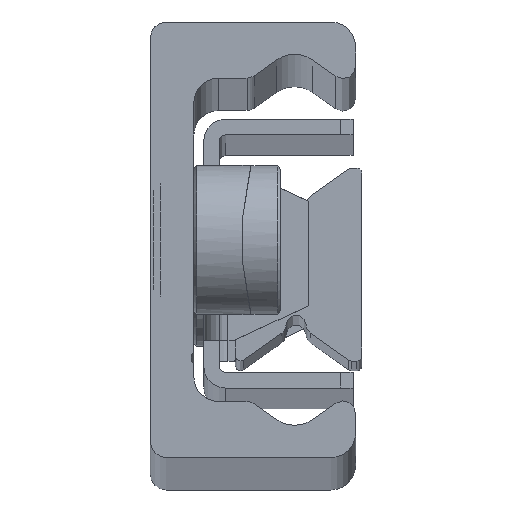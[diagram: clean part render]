
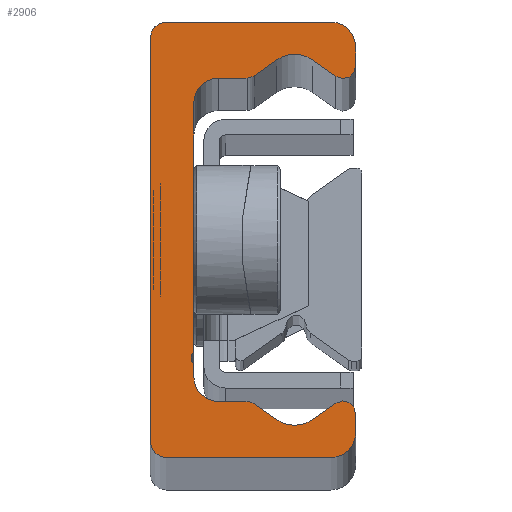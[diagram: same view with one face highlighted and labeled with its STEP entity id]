
A CAD part, top view. The second image highlights one B-rep face of the part: STEP entity #2906.
In plain terms, the highlighted planar face has unit normal (0, 0, 1).
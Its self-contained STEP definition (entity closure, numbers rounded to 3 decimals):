
#1920=CARTESIAN_POINT('',(0.0,16.2,1490.0));
#1921=VERTEX_POINT('',#1920);
#1922=CARTESIAN_POINT('',(1.3,17.5,1490.0));
#1923=VERTEX_POINT('',#1922);
#1924=CARTESIAN_POINT('',(1.3,16.2,1490.0));
#1925=DIRECTION('',(0.0,0.0,-1.0));
#1926=DIRECTION('',(0.0,-1.0,0.0));
#1927=AXIS2_PLACEMENT_3D('',#1924,#1925,#1926);
#1928=CIRCLE('',#1927,1.3);
#1929=EDGE_CURVE('',#1921,#1923,#1928,.T.);
#1962=CARTESIAN_POINT('',(14.5,17.5,1490.0));
#1963=VERTEX_POINT('',#1962);
#1964=CARTESIAN_POINT('',(1.3,17.5,1490.0));
#1965=DIRECTION('',(1.0,0.0,0.0));
#1966=VECTOR('',#1965,13.2);
#1967=LINE('',#1964,#1966);
#1968=EDGE_CURVE('',#1923,#1963,#1967,.T.);
#1993=CARTESIAN_POINT('',(16.5,15.5,1490.0));
#1994=VERTEX_POINT('',#1993);
#1995=CARTESIAN_POINT('',(14.5,15.5,1490.0));
#1996=DIRECTION('',(0.0,0.0,-1.0));
#1997=DIRECTION('',(-1.0,0.0,0.0));
#1998=AXIS2_PLACEMENT_3D('',#1995,#1996,#1997);
#1999=CIRCLE('',#1998,2.);
#2000=EDGE_CURVE('',#1963,#1994,#1999,.T.);
#2026=CARTESIAN_POINT('',(16.5,13.946,1490.0));
#2027=VERTEX_POINT('',#2026);
#2028=CARTESIAN_POINT('',(16.5,15.5,1490.0));
#2029=DIRECTION('',(0.0,-1.0,0.0));
#2030=VECTOR('',#2029,1.554);
#2031=LINE('',#2028,#2030);
#2032=EDGE_CURVE('',#1994,#2027,#2031,.T.);
#2057=CARTESIAN_POINT('',(14.926,13.127,1490.0));
#2058=VERTEX_POINT('',#2057);
#2059=CARTESIAN_POINT('',(15.5,13.946,1490.0));
#2060=DIRECTION('',(0.0,0.0,-1.0));
#2061=DIRECTION('',(0.574,0.819,0.0));
#2062=AXIS2_PLACEMENT_3D('',#2059,#2060,#2061);
#2063=CIRCLE('',#2062,1.0);
#2064=EDGE_CURVE('',#2027,#2058,#2063,.T.);
#2090=CARTESIAN_POINT('',(13.034,14.452,1490.0));
#2091=VERTEX_POINT('',#2090);
#2092=CARTESIAN_POINT('',(14.926,13.127,1490.0));
#2093=DIRECTION('',(-0.819,0.574,0.0));
#2094=VECTOR('',#2093,2.31);
#2095=LINE('',#2092,#2094);
#2096=EDGE_CURVE('',#2058,#2091,#2095,.T.);
#2121=CARTESIAN_POINT('',(10.166,14.452,1490.0));
#2122=VERTEX_POINT('',#2121);
#2123=CARTESIAN_POINT('',(11.6,12.404,1490.0));
#2124=DIRECTION('',(0.0,0.0,1.0));
#2125=DIRECTION('',(0.574,0.819,0.0));
#2126=AXIS2_PLACEMENT_3D('',#2123,#2124,#2125);
#2127=CIRCLE('',#2126,2.5);
#2128=EDGE_CURVE('',#2091,#2122,#2127,.T.);
#2154=CARTESIAN_POINT('',(8.351,13.181,1490.0));
#2155=VERTEX_POINT('',#2154);
#2156=CARTESIAN_POINT('',(10.166,14.452,1490.0));
#2157=DIRECTION('',(-0.819,-0.574,0.0));
#2158=VECTOR('',#2157,2.216);
#2159=LINE('',#2156,#2158);
#2160=EDGE_CURVE('',#2122,#2155,#2159,.T.);
#2185=CARTESIAN_POINT('',(7.777,13.,1490.0));
#2186=VERTEX_POINT('',#2185);
#2187=CARTESIAN_POINT('',(7.777,14.,1490.0));
#2188=DIRECTION('',(0.0,0.0,-1.0));
#2189=DIRECTION('',(0.0,1.0,0.0));
#2190=AXIS2_PLACEMENT_3D('',#2187,#2188,#2189);
#2191=CIRCLE('',#2190,1.);
#2192=EDGE_CURVE('',#2155,#2186,#2191,.T.);
#2218=CARTESIAN_POINT('',(5.5,13.,1490.0));
#2219=VERTEX_POINT('',#2218);
#2220=CARTESIAN_POINT('',(7.777,13.,1490.0));
#2221=DIRECTION('',(-1.0,0.0,0.0));
#2222=VECTOR('',#2221,2.277);
#2223=LINE('',#2220,#2222);
#2224=EDGE_CURVE('',#2186,#2219,#2223,.T.);
#2249=CARTESIAN_POINT('',(3.5,11.,1490.0));
#2250=VERTEX_POINT('',#2249);
#2251=CARTESIAN_POINT('',(5.5,11.,1490.0));
#2252=DIRECTION('',(0.0,0.0,1.0));
#2253=DIRECTION('',(0.0,1.0,0.0));
#2254=AXIS2_PLACEMENT_3D('',#2251,#2252,#2253);
#2255=CIRCLE('',#2254,2.0);
#2256=EDGE_CURVE('',#2219,#2250,#2255,.T.);
#2282=CARTESIAN_POINT('',(3.5,-9.067,1490.0));
#2283=VERTEX_POINT('',#2282);
#2284=CARTESIAN_POINT('',(3.5,11.,1490.0));
#2285=DIRECTION('',(0.0,-1.0,0.0));
#2286=VECTOR('',#2285,20.067);
#2287=LINE('',#2284,#2286);
#2288=EDGE_CURVE('',#2250,#2283,#2287,.T.);
#2376=CARTESIAN_POINT('',(3.5,-9.933,1490.0));
#2377=VERTEX_POINT('',#2376);
#2378=CARTESIAN_POINT('',(3.75,-9.5,1490.0));
#2379=DIRECTION('',(0.0,0.0,1.0));
#2380=DIRECTION('',(-0.5,0.866,0.0));
#2381=AXIS2_PLACEMENT_3D('',#2378,#2379,#2380);
#2382=CIRCLE('',#2381,0.5);
#2383=EDGE_CURVE('',#2283,#2377,#2382,.T.);
#2409=CARTESIAN_POINT('',(3.5,-11.,1490.0));
#2410=VERTEX_POINT('',#2409);
#2411=CARTESIAN_POINT('',(3.5,-9.933,1490.0));
#2412=DIRECTION('',(0.0,-1.0,0.0));
#2413=VECTOR('',#2412,1.067);
#2414=LINE('',#2411,#2413);
#2415=EDGE_CURVE('',#2377,#2410,#2414,.T.);
#2440=CARTESIAN_POINT('',(5.5,-13.,1490.0));
#2441=VERTEX_POINT('',#2440);
#2442=CARTESIAN_POINT('',(5.5,-11.,1490.0));
#2443=DIRECTION('',(0.0,0.0,1.0));
#2444=DIRECTION('',(-1.0,0.0,0.0));
#2445=AXIS2_PLACEMENT_3D('',#2442,#2443,#2444);
#2446=CIRCLE('',#2445,2.0);
#2447=EDGE_CURVE('',#2410,#2441,#2446,.T.);
#2473=CARTESIAN_POINT('',(7.777,-13.,1490.0));
#2474=VERTEX_POINT('',#2473);
#2475=CARTESIAN_POINT('',(5.5,-13.,1490.0));
#2476=DIRECTION('',(1.0,0.0,0.0));
#2477=VECTOR('',#2476,2.277);
#2478=LINE('',#2475,#2477);
#2479=EDGE_CURVE('',#2441,#2474,#2478,.T.);
#2504=CARTESIAN_POINT('',(8.351,-13.181,1490.0));
#2505=VERTEX_POINT('',#2504);
#2506=CARTESIAN_POINT('',(7.777,-14.0,1490.0));
#2507=DIRECTION('',(0.0,0.0,-1.0));
#2508=DIRECTION('',(-0.574,-0.819,0.0));
#2509=AXIS2_PLACEMENT_3D('',#2506,#2507,#2508);
#2510=CIRCLE('',#2509,1.);
#2511=EDGE_CURVE('',#2474,#2505,#2510,.T.);
#2537=CARTESIAN_POINT('',(10.166,-14.452,1490.0));
#2538=VERTEX_POINT('',#2537);
#2539=CARTESIAN_POINT('',(8.351,-13.181,1490.0));
#2540=DIRECTION('',(0.819,-0.574,0.0));
#2541=VECTOR('',#2540,2.216);
#2542=LINE('',#2539,#2541);
#2543=EDGE_CURVE('',#2505,#2538,#2542,.T.);
#2568=CARTESIAN_POINT('',(13.034,-14.452,1490.0));
#2569=VERTEX_POINT('',#2568);
#2570=CARTESIAN_POINT('',(11.6,-12.404,1490.0));
#2571=DIRECTION('',(0.0,0.0,1.));
#2572=DIRECTION('',(-0.574,-0.819,0.0));
#2573=AXIS2_PLACEMENT_3D('',#2570,#2571,#2572);
#2574=CIRCLE('',#2573,2.5);
#2575=EDGE_CURVE('',#2538,#2569,#2574,.T.);
#2601=CARTESIAN_POINT('',(14.926,-13.127,1490.0));
#2602=VERTEX_POINT('',#2601);
#2603=CARTESIAN_POINT('',(13.034,-14.452,1490.0));
#2604=DIRECTION('',(0.819,0.574,0.0));
#2605=VECTOR('',#2604,2.31);
#2606=LINE('',#2603,#2605);
#2607=EDGE_CURVE('',#2569,#2602,#2606,.T.);
#2632=CARTESIAN_POINT('',(16.5,-13.946,1490.0));
#2633=VERTEX_POINT('',#2632);
#2634=CARTESIAN_POINT('',(15.5,-13.946,1490.0));
#2635=DIRECTION('',(0.0,0.0,-1.0));
#2636=DIRECTION('',(-1.0,0.0,0.0));
#2637=AXIS2_PLACEMENT_3D('',#2634,#2635,#2636);
#2638=CIRCLE('',#2637,1.0);
#2639=EDGE_CURVE('',#2602,#2633,#2638,.T.);
#2665=CARTESIAN_POINT('',(16.5,-15.5,1490.0));
#2666=VERTEX_POINT('',#2665);
#2667=CARTESIAN_POINT('',(16.5,-13.946,1490.0));
#2668=DIRECTION('',(0.0,-1.0,0.0));
#2669=VECTOR('',#2668,1.554);
#2670=LINE('',#2667,#2669);
#2671=EDGE_CURVE('',#2633,#2666,#2670,.T.);
#2696=CARTESIAN_POINT('',(14.5,-17.5,1490.0));
#2697=VERTEX_POINT('',#2696);
#2698=CARTESIAN_POINT('',(14.5,-15.5,1490.0));
#2699=DIRECTION('',(0.0,0.0,-1.0));
#2700=DIRECTION('',(0.0,1.0,0.0));
#2701=AXIS2_PLACEMENT_3D('',#2698,#2699,#2700);
#2702=CIRCLE('',#2701,2.);
#2703=EDGE_CURVE('',#2666,#2697,#2702,.T.);
#2729=CARTESIAN_POINT('',(1.3,-17.5,1490.0));
#2730=VERTEX_POINT('',#2729);
#2731=CARTESIAN_POINT('',(14.5,-17.5,1490.0));
#2732=DIRECTION('',(-1.0,0.0,0.0));
#2733=VECTOR('',#2732,13.2);
#2734=LINE('',#2731,#2733);
#2735=EDGE_CURVE('',#2697,#2730,#2734,.T.);
#2760=CARTESIAN_POINT('',(0.0,-16.2,1490.0));
#2761=VERTEX_POINT('',#2760);
#2762=CARTESIAN_POINT('',(1.3,-16.2,1490.0));
#2763=DIRECTION('',(0.0,0.0,-1.0));
#2764=DIRECTION('',(1.0,0.0,0.0));
#2765=AXIS2_PLACEMENT_3D('',#2762,#2763,#2764);
#2766=CIRCLE('',#2765,1.3);
#2767=EDGE_CURVE('',#2730,#2761,#2766,.T.);
#2793=CARTESIAN_POINT('',(0.0,-16.2,1490.0));
#2794=DIRECTION('',(0.0,1.0,0.0));
#2795=VECTOR('',#2794,32.4);
#2796=LINE('',#2793,#2795);
#2797=EDGE_CURVE('',#2761,#1921,#2796,.T.);
#2873=CARTESIAN_POINT('',(5.957,-0.014,1490.0));
#2874=DIRECTION('',(0.0,0.0,1.0));
#2875=DIRECTION('',(1.0,0.0,0.0));
#2876=AXIS2_PLACEMENT_3D('',#2873,#2874,#2875);
#2877=PLANE('',#2876);
#2878=ORIENTED_EDGE('',*,*,#1929,.F.);
#2879=ORIENTED_EDGE('',*,*,#2797,.F.);
#2880=ORIENTED_EDGE('',*,*,#2767,.F.);
#2881=ORIENTED_EDGE('',*,*,#2735,.F.);
#2882=ORIENTED_EDGE('',*,*,#2703,.F.);
#2883=ORIENTED_EDGE('',*,*,#2671,.F.);
#2884=ORIENTED_EDGE('',*,*,#2639,.F.);
#2885=ORIENTED_EDGE('',*,*,#2607,.F.);
#2886=ORIENTED_EDGE('',*,*,#2575,.F.);
#2887=ORIENTED_EDGE('',*,*,#2543,.F.);
#2888=ORIENTED_EDGE('',*,*,#2511,.F.);
#2889=ORIENTED_EDGE('',*,*,#2479,.F.);
#2890=ORIENTED_EDGE('',*,*,#2447,.F.);
#2891=ORIENTED_EDGE('',*,*,#2415,.F.);
#2892=ORIENTED_EDGE('',*,*,#2383,.F.);
#2893=ORIENTED_EDGE('',*,*,#2288,.F.);
#2894=ORIENTED_EDGE('',*,*,#2256,.F.);
#2895=ORIENTED_EDGE('',*,*,#2224,.F.);
#2896=ORIENTED_EDGE('',*,*,#2192,.F.);
#2897=ORIENTED_EDGE('',*,*,#2160,.F.);
#2898=ORIENTED_EDGE('',*,*,#2128,.F.);
#2899=ORIENTED_EDGE('',*,*,#2096,.F.);
#2900=ORIENTED_EDGE('',*,*,#2064,.F.);
#2901=ORIENTED_EDGE('',*,*,#2032,.F.);
#2902=ORIENTED_EDGE('',*,*,#2000,.F.);
#2903=ORIENTED_EDGE('',*,*,#1968,.F.);
#2904=EDGE_LOOP('',(#2878,#2879,#2880,#2881,#2882,#2883,#2884,#2885,#2886,#2887,#2888,#2889,#2890,#2891,#2892,#2893,#2894,#2895,#2896,#2897,#2898,#2899,#2900,#2901,#2902,#2903));
#2905=FACE_OUTER_BOUND('',#2904,.T.);
#2906=ADVANCED_FACE('',(#2905),#2877,.T.);
